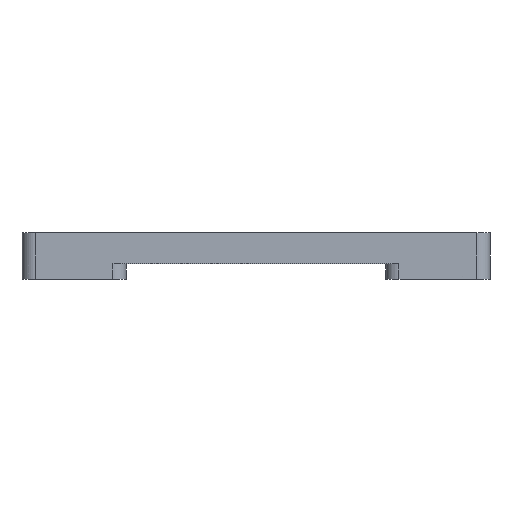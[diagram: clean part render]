
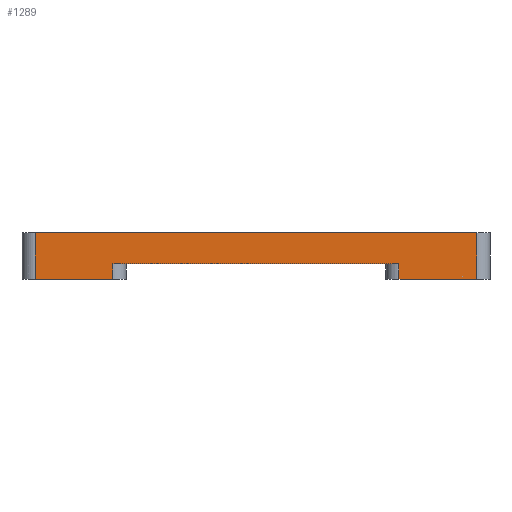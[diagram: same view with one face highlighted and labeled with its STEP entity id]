
A CAD part, left-side view. The second image highlights one B-rep face of the part: STEP entity #1289.
In plain terms, the highlighted planar face has unit normal (-1, 0, 0).
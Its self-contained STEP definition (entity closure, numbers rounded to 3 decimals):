
#71=PLANE('',#1436);
#141=FACE_OUTER_BOUND('',#229,.T.);
#229=EDGE_LOOP('',(#1177,#1178,#1179,#1180,#1181,#1182,#1183,#1184));
#234=LINE('',#1844,#352);
#237=LINE('',#1853,#355);
#253=LINE('',#1907,#371);
#283=LINE('',#2003,#401);
#285=LINE('',#2009,#403);
#339=LINE('',#2165,#457);
#347=LINE('',#2192,#465);
#348=LINE('',#2194,#466);
#352=VECTOR('',#1457,10.);
#355=VECTOR('',#1466,10.);
#371=VECTOR('',#1514,10.);
#401=VECTOR('',#1620,10.);
#403=VECTOR('',#1626,10.);
#457=VECTOR('',#1782,10.);
#465=VECTOR('',#1818,10.);
#466=VECTOR('',#1821,10.);
#536=VERTEX_POINT('',#1841);
#537=VERTEX_POINT('',#1843);
#540=VERTEX_POINT('',#1851);
#562=VERTEX_POINT('',#1905);
#590=VERTEX_POINT('',#2001);
#592=VERTEX_POINT('',#2007);
#641=VERTEX_POINT('',#2161);
#643=VERTEX_POINT('',#2164);
#657=EDGE_CURVE('',#536,#537,#234,.T.);
#662=EDGE_CURVE('',#540,#536,#237,.T.);
#689=EDGE_CURVE('',#562,#540,#253,.T.);
#736=EDGE_CURVE('',#562,#590,#283,.T.);
#739=EDGE_CURVE('',#592,#590,#285,.T.);
#813=EDGE_CURVE('',#641,#643,#339,.T.);
#827=EDGE_CURVE('',#592,#643,#347,.T.);
#828=EDGE_CURVE('',#537,#641,#348,.T.);
#1177=ORIENTED_EDGE('',*,*,#827,.T.);
#1178=ORIENTED_EDGE('',*,*,#813,.F.);
#1179=ORIENTED_EDGE('',*,*,#828,.F.);
#1180=ORIENTED_EDGE('',*,*,#657,.F.);
#1181=ORIENTED_EDGE('',*,*,#662,.F.);
#1182=ORIENTED_EDGE('',*,*,#689,.F.);
#1183=ORIENTED_EDGE('',*,*,#736,.T.);
#1184=ORIENTED_EDGE('',*,*,#739,.F.);
#1289=ADVANCED_FACE('',(#141),#71,.T.);
#1436=AXIS2_PLACEMENT_3D('',#2193,#1819,#1820);
#1457=DIRECTION('',(0.,1.,0.));
#1466=DIRECTION('',(0.,0.,-1.));
#1514=DIRECTION('',(0.,1.,0.));
#1620=DIRECTION('',(0.,0.,-1.));
#1626=DIRECTION('',(0.,1.,0.));
#1782=DIRECTION('',(0.,-1.,0.));
#1818=DIRECTION('',(0.,0.,1.));
#1819=DIRECTION('center_axis',(-1.,0.,0.));
#1820=DIRECTION('ref_axis',(0.,0.,1.));
#1821=DIRECTION('',(0.,0.,1.));
#1841=CARTESIAN_POINT('',(-115.,55.,-18.));
#1843=CARTESIAN_POINT('',(-115.,85.,-18.));
#1844=CARTESIAN_POINT('',(-115.,-45.,-18.));
#1851=CARTESIAN_POINT('',(-115.,55.,-12.));
#1853=CARTESIAN_POINT('',(-115.,55.,-18.));
#1905=CARTESIAN_POINT('',(-115.,-55.,-12.));
#1907=CARTESIAN_POINT('',(-115.,-45.,-12.));
#2001=CARTESIAN_POINT('',(-115.,-55.,-18.));
#2003=CARTESIAN_POINT('',(-115.,-55.,-18.));
#2007=CARTESIAN_POINT('',(-115.,-85.,-18.));
#2009=CARTESIAN_POINT('',(-115.,-45.,-18.));
#2161=CARTESIAN_POINT('',(-115.,85.,0.));
#2164=CARTESIAN_POINT('',(-115.,-85.,0.));
#2165=CARTESIAN_POINT('',(-115.,-45.,0.));
#2192=CARTESIAN_POINT('',(-115.,-85.,-12.));
#2193=CARTESIAN_POINT('Origin',(-115.,-90.,0.));
#2194=CARTESIAN_POINT('',(-115.,85.,-12.));
